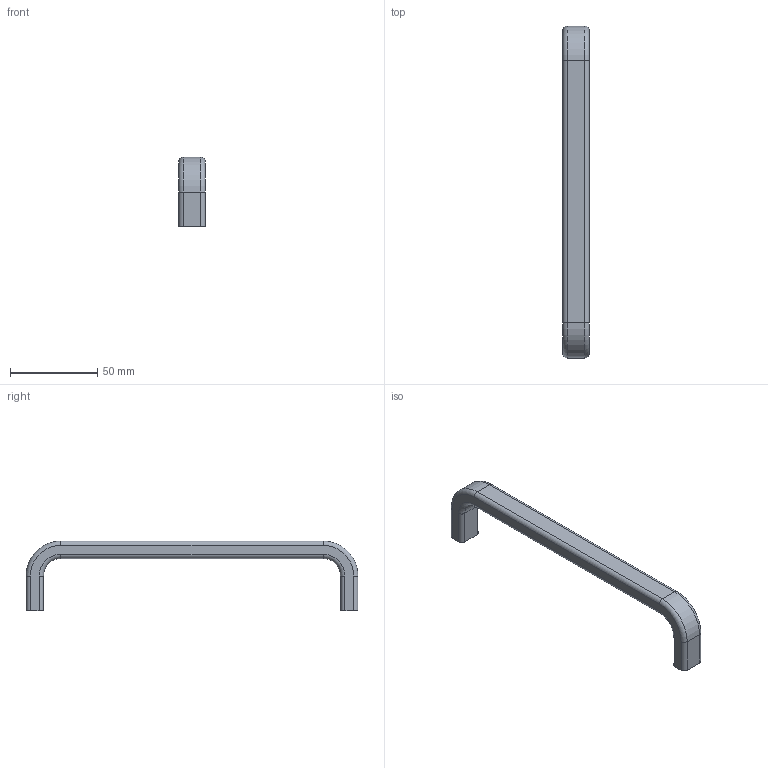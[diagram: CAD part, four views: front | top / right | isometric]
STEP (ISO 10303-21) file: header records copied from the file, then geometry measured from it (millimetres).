
FILE_DESCRIPTION(/* description */ ('Handgriff AL leicht'),/* implementation_level */ '2;1');
FILE_NAME(/* name */ 'Syskomp 402651100 Handgriff AL leicht.stp',/* time_stamp */ '2018-11-29T11:18:06+01:00',/* author */ ('wheldmann'),/* organization */ (''),/* preprocessor_version */ 'ST-DEVELOPER v16.1',/* originating_system */ 'Autodesk Inventor 2016',/* authorisation */ '');
FILE_SCHEMA (('AUTOMOTIVE_DESIGN { 1 0 10303 214 3 1 1 }'));
Length unit declared in the file: millimetre
Products named in the file (1): 402651100 Handgriff AL leicht
Bounding box: 15 x 190 x 40 mm (x, y, z)
Volume: 33828.9 mm3; surface area: 11573.8 mm2
Topology: 1 solids, 1 shells, 38 faces, 90 edges, 54 vertices
Faces by surface type: cylinder 18, plane 10, torus 8, cone 2
Full cylindrical faces by diameter (mm): 4.134 x2
Entity records: 1087 total; most frequent: DIRECTION 206, CARTESIAN_POINT 175, ORIENTED_EDGE 168, EDGE_CURVE 84, AXIS2_PLACEMENT_3D 83, VERTEX_POINT 52, CIRCLE 44, EDGE_LOOP 42
